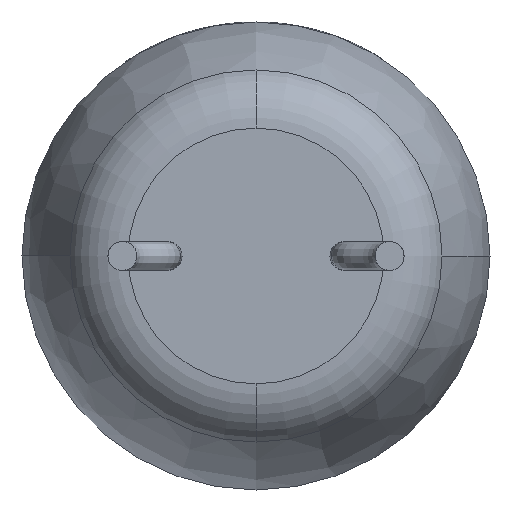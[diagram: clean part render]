
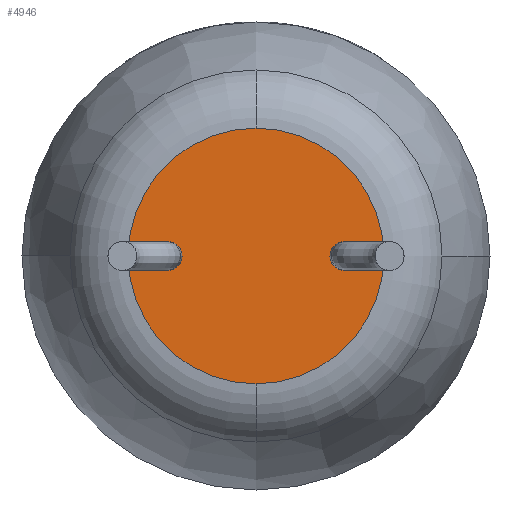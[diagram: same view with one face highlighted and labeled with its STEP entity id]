
A CAD part, front view. The second image highlights one B-rep face of the part: STEP entity #4946.
In plain terms, the highlighted planar face has unit normal (0, -1, 0).
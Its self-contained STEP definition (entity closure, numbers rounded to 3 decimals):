
#5 = CIRCLE ( 'NONE', #4293, 0.275 ) ;
#67 = DIRECTION ( 'NONE',  ( 0., 0., 1. ) ) ;
#147 = EDGE_LOOP ( 'NONE', ( #2912, #4075 ) ) ;
#155 = CARTESIAN_POINT ( 'NONE',  ( 0., 0., 0. ) ) ;
#199 = CARTESIAN_POINT ( 'NONE',  ( 1.681, 0., 0.275 ) ) ;
#212 = FACE_BOUND ( 'NONE', #147, .T. ) ;
#355 = ORIENTED_EDGE ( 'NONE', *, *, #4555, .T. ) ;
#356 = CARTESIAN_POINT ( 'NONE',  ( -1.681, 0., 0.275 ) ) ;
#391 = DIRECTION ( 'NONE',  ( 0., 0., 1. ) ) ;
#599 = AXIS2_PLACEMENT_3D ( 'NONE', #3186, #2713, #67 ) ;
#614 = ORIENTED_EDGE ( 'NONE', *, *, #4877, .F. ) ;
#969 = EDGE_CURVE ( 'NONE', #5137, #2075, #2244, .T. ) ;
#983 = FACE_BOUND ( 'NONE', #3740, .T. ) ;
#1187 = CIRCLE ( 'NONE', #3940, 0.275 ) ;
#1261 = ORIENTED_EDGE ( 'NONE', *, *, #969, .T. ) ;
#1266 = CARTESIAN_POINT ( 'NONE',  ( -1.681, 0., 0. ) ) ;
#1282 = DIRECTION ( 'NONE',  ( 0., -1., 0. ) ) ;
#1418 = DIRECTION ( 'NONE',  ( 0., -1., 0. ) ) ;
#1466 = DIRECTION ( 'NONE',  ( 0., -1., 0. ) ) ;
#1578 = DIRECTION ( 'NONE',  ( 0., 1., 0. ) ) ;
#1803 = DIRECTION ( 'NONE',  ( 0., 0., -1. ) ) ;
#1811 = EDGE_LOOP ( 'NONE', ( #355, #1261 ) ) ;
#2075 = VERTEX_POINT ( 'NONE', #4703 ) ;
#2244 = CIRCLE ( 'NONE', #4955, 2.431 ) ;
#2268 = DIRECTION ( 'NONE',  ( 0., 1., 0. ) ) ;
#2507 = CIRCLE ( 'NONE', #3888, 2.431 ) ;
#2552 = CARTESIAN_POINT ( 'NONE',  ( 1.681, 0., -0.275 ) ) ;
#2588 = DIRECTION ( 'NONE',  ( 0., -1., 0. ) ) ;
#2654 = CARTESIAN_POINT ( 'NONE',  ( 0., 0., 2.431 ) ) ;
#2713 = DIRECTION ( 'NONE',  ( 0., 1., 0. ) ) ;
#2816 = EDGE_CURVE ( 'NONE', #5009, #3731, #3320, .T. ) ;
#2912 = ORIENTED_EDGE ( 'NONE', *, *, #4044, .T. ) ;
#2913 = FACE_OUTER_BOUND ( 'NONE', #1811, .T. ) ;
#2917 = VERTEX_POINT ( 'NONE', #2552 ) ;
#3127 = CARTESIAN_POINT ( 'NONE',  ( -1.681, 0., -0.275 ) ) ;
#3159 = AXIS2_PLACEMENT_3D ( 'NONE', #5505, #1578, #4225 ) ;
#3186 = CARTESIAN_POINT ( 'NONE',  ( 0., 0., 0. ) ) ;
#3320 = CIRCLE ( 'NONE', #5256, 0.275 ) ;
#3731 = VERTEX_POINT ( 'NONE', #356 ) ;
#3740 = EDGE_LOOP ( 'NONE', ( #614, #5128 ) ) ;
#3888 = AXIS2_PLACEMENT_3D ( 'NONE', #5226, #2588, #391 ) ;
#3940 = AXIS2_PLACEMENT_3D ( 'NONE', #4077, #2268, #1803 ) ;
#4044 = EDGE_CURVE ( 'NONE', #5337, #2917, #4343, .T. ) ;
#4051 = DIRECTION ( 'NONE',  ( 0., 0., 1. ) ) ;
#4075 = ORIENTED_EDGE ( 'NONE', *, *, #4882, .T. ) ;
#4077 = CARTESIAN_POINT ( 'NONE',  ( 1.681, 0., 0. ) ) ;
#4225 = DIRECTION ( 'NONE',  ( 0., 0., -1. ) ) ;
#4293 = AXIS2_PLACEMENT_3D ( 'NONE', #4437, #1418, #4419 ) ;
#4332 = DIRECTION ( 'NONE',  ( 0., 0., 1. ) ) ;
#4343 = CIRCLE ( 'NONE', #3159, 0.275 ) ;
#4419 = DIRECTION ( 'NONE',  ( 0., 0., 1. ) ) ;
#4437 = CARTESIAN_POINT ( 'NONE',  ( -1.681, 0., 0. ) ) ;
#4555 = EDGE_CURVE ( 'NONE', #2075, #5137, #2507, .T. ) ;
#4703 = CARTESIAN_POINT ( 'NONE',  ( 0., 0., -2.431 ) ) ;
#4787 = PLANE ( 'NONE',  #599 ) ;
#4877 = EDGE_CURVE ( 'NONE', #3731, #5009, #5, .T. ) ;
#4882 = EDGE_CURVE ( 'NONE', #2917, #5337, #1187, .T. ) ;
#4946 = ADVANCED_FACE ( 'NONE', ( #212, #2913, #983 ), #4787, .F. ) ;
#4955 = AXIS2_PLACEMENT_3D ( 'NONE', #155, #1466, #4051 ) ;
#5009 = VERTEX_POINT ( 'NONE', #3127 ) ;
#5128 = ORIENTED_EDGE ( 'NONE', *, *, #2816, .F. ) ;
#5137 = VERTEX_POINT ( 'NONE', #2654 ) ;
#5226 = CARTESIAN_POINT ( 'NONE',  ( 0., 0., 0. ) ) ;
#5256 = AXIS2_PLACEMENT_3D ( 'NONE', #1266, #1282, #4332 ) ;
#5337 = VERTEX_POINT ( 'NONE', #199 ) ;
#5505 = CARTESIAN_POINT ( 'NONE',  ( 1.681, 0., 0. ) ) ;
